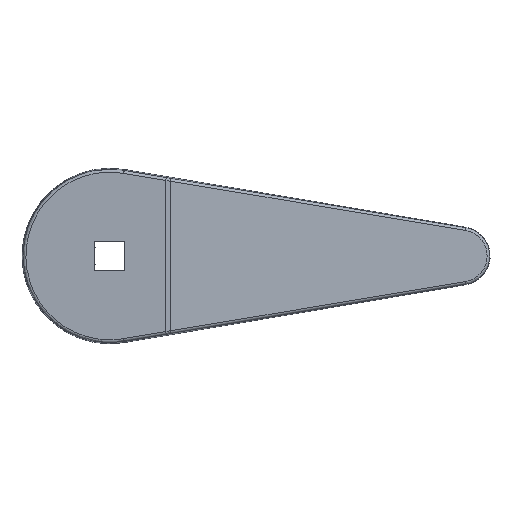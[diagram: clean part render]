
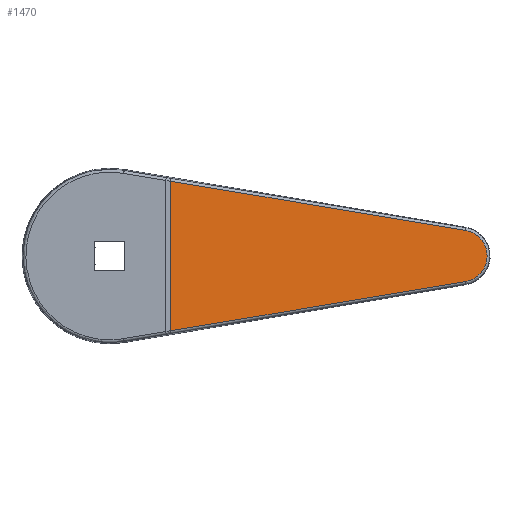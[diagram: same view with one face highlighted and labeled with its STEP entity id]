
A CAD part, front view. The second image highlights one B-rep face of the part: STEP entity #1470.
In plain terms, the highlighted planar face has unit normal (0.108, -0.994, 0).
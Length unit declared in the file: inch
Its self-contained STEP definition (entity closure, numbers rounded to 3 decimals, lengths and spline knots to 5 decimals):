
#199 = CARTESIAN_POINT ( 'NONE',  ( 1.51971, -0.01149, -0.10903 ) ) ;
#230 = ORIENTED_EDGE ( 'NONE', *, *, #5932, .F. ) ;
#445 = CARTESIAN_POINT ( 'NONE',  ( 1.51971, -0.01149, -0.10903 ) ) ;
#467 = EDGE_CURVE ( 'NONE', #8549, #3807, #6897, .T. ) ;
#468 = DIRECTION ( 'NONE',  ( -0.981, -0.107, -0.164 ) ) ;
#624 = CARTESIAN_POINT ( 'NONE',  ( 1.59621, -0.00314, -0.05873 ) ) ;
#743 = CARTESIAN_POINT ( 'NONE',  ( 0.26064, -0.14884, 0.31942 ) ) ;
#1028 =( BOUNDED_CURVE ( )  B_SPLINE_CURVE ( 3, ( #1151, #6775, #4069, #3342, #7322, #6060, #7609, #1556, #6905, #2510, #624, #3627, #2655, #3781, #6490, #5323 ),
 .UNSPECIFIED., .F., .F. ) 
 B_SPLINE_CURVE_WITH_KNOTS ( ( 4, 1, 1, 1, 1, 1, 1, 1, 1, 1, 1, 1, 1, 4 ),
 ( 0., 0.06693, 0.14615, 0.22522, 0.30406, 0.38274, 0.4613, 0.53981, 0.61837, 0.69705, 0.7759, 0.85496, 0.93418, 1. ),
 .UNSPECIFIED. ) 
 CURVE ( )  GEOMETRIC_REPRESENTATION_ITEM ( )  RATIONAL_B_SPLINE_CURVE ( ( 1.163, 1.163, 1.163, 1.163, 1.163, 1.163, 1.163, 1.163, 1.163, 1.163, 1.163, 1.163, 1.163, 1.163, 1.163, 1.163 ) ) 
 REPRESENTATION_ITEM ( '' )  );
#1151 = CARTESIAN_POINT ( 'NONE',  ( 1.51971, -0.01149, 0.10903 ) ) ;
#1470 = ADVANCED_FACE ( 'NONE', ( #4235 ), #1584, .F. ) ;
#1556 = CARTESIAN_POINT ( 'NONE',  ( 1.61227, -0.00139, 0.01213 ) ) ;
#1584 = PLANE ( 'NONE',  #5434 ) ;
#1982 = DIRECTION ( 'NONE',  ( 0.981, 0.107, -0.164 ) ) ;
#2104 = CARTESIAN_POINT ( 'NONE',  ( 1.51971, -0.01149, 0.10903 ) ) ;
#2391 = DIRECTION ( 'NONE',  ( -0.108, 0.994, 0. ) ) ;
#2399 = LINE ( 'NONE', #3661, #7460 ) ;
#2488 = CARTESIAN_POINT ( 'NONE',  ( 0.26064, -0.14884, 0.31942 ) ) ;
#2497 = EDGE_CURVE ( 'NONE', #3807, #6825, #1028, .T. ) ;
#2510 = CARTESIAN_POINT ( 'NONE',  ( 1.60679, -0.00199, -0.03649 ) ) ;
#2655 = CARTESIAN_POINT ( 'NONE',  ( 1.56183, -0.00689, -0.09371 ) ) ;
#2735 = CARTESIAN_POINT ( 'NONE',  ( 0.26064, -0.14884, -0.31942 ) ) ;
#2828 = CARTESIAN_POINT ( 'NONE',  ( 0.25, -0.15, -0.5 ) ) ;
#3072 = EDGE_CURVE ( 'NONE', #5477, #8549, #2399, .T. ) ;
#3342 = CARTESIAN_POINT ( 'NONE',  ( 1.56212, -0.00686, 0.09352 ) ) ;
#3527 = DIRECTION ( 'NONE',  ( 0., 0., 1. ) ) ;
#3627 = CARTESIAN_POINT ( 'NONE',  ( 1.58098, -0.0048, -0.07812 ) ) ;
#3661 = CARTESIAN_POINT ( 'NONE',  ( 0.26064, -0.14884, -0.5 ) ) ;
#3781 = CARTESIAN_POINT ( 'NONE',  ( 1.54097, -0.00917, -0.10407 ) ) ;
#3807 = VERTEX_POINT ( 'NONE', #2104 ) ;
#4069 = CARTESIAN_POINT ( 'NONE',  ( 1.54119, -0.00914, 0.104 ) ) ;
#4235 = FACE_OUTER_BOUND ( 'NONE', #6367, .T. ) ;
#4963 = ORIENTED_EDGE ( 'NONE', *, *, #3072, .F. ) ;
#5323 = CARTESIAN_POINT ( 'NONE',  ( 1.51971, -0.01149, -0.10903 ) ) ;
#5434 = AXIS2_PLACEMENT_3D ( 'NONE', #2828, #2391, #7785 ) ;
#5444 = VECTOR ( 'NONE', #1982, 39.37008 ) ;
#5477 = VERTEX_POINT ( 'NONE', #2735 ) ;
#5932 = EDGE_CURVE ( 'NONE', #6825, #5477, #6050, .T. ) ;
#6050 = LINE ( 'NONE', #199, #6093 ) ;
#6060 = CARTESIAN_POINT ( 'NONE',  ( 1.59639, -0.00312, 0.05843 ) ) ;
#6093 = VECTOR ( 'NONE', #468, 39.37008 ) ;
#6367 = EDGE_LOOP ( 'NONE', ( #4963, #230, #8361, #7795 ) ) ;
#6490 = CARTESIAN_POINT ( 'NONE',  ( 1.52641, -0.01076, -0.10791 ) ) ;
#6775 = CARTESIAN_POINT ( 'NONE',  ( 1.52652, -0.01074, 0.10789 ) ) ;
#6825 = VERTEX_POINT ( 'NONE', #445 ) ;
#6897 = LINE ( 'NONE', #743, #5444 ) ;
#6905 = CARTESIAN_POINT ( 'NONE',  ( 1.61224, -0.00139, -0.01248 ) ) ;
#7322 = CARTESIAN_POINT ( 'NONE',  ( 1.58122, -0.00478, 0.07787 ) ) ;
#7460 = VECTOR ( 'NONE', #3527, 39.37008 ) ;
#7609 = CARTESIAN_POINT ( 'NONE',  ( 1.60691, -0.00197, 0.03616 ) ) ;
#7785 = DIRECTION ( 'NONE',  ( -0.994, -0.108, 0. ) ) ;
#7795 = ORIENTED_EDGE ( 'NONE', *, *, #467, .F. ) ;
#8361 = ORIENTED_EDGE ( 'NONE', *, *, #2497, .F. ) ;
#8549 = VERTEX_POINT ( 'NONE', #2488 ) ;
